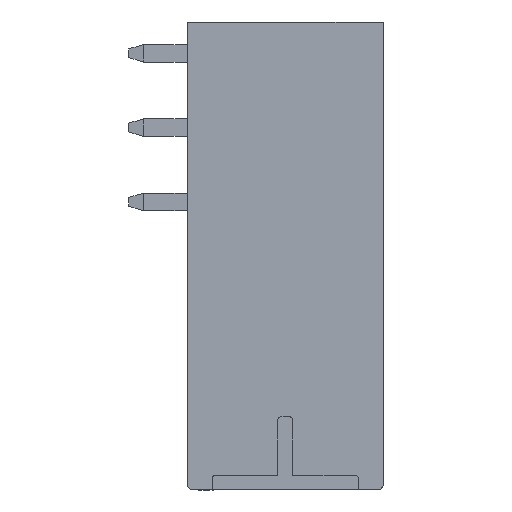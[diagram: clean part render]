
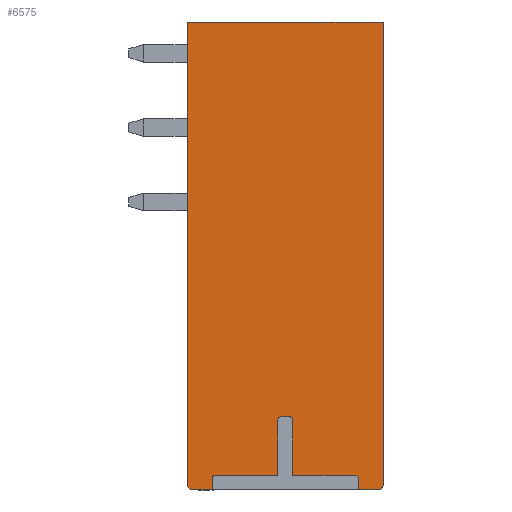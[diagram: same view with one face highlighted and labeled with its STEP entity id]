
A CAD part, front view. The second image highlights one B-rep face of the part: STEP entity #6575.
In plain terms, the highlighted planar face has unit normal (0, -1, 0).
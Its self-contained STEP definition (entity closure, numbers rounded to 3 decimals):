
#692=DIRECTION('',(0.,0.,1.));
#693=VECTOR('',#692,0.8);
#694=CARTESIAN_POINT('',(-5.,-83.12,-16.));
#695=LINE('',#694,#693);
#696=DIRECTION('',(-1.,0.,0.));
#697=VECTOR('',#696,1.3);
#698=CARTESIAN_POINT('',(-5.,-83.12,-16.));
#699=LINE('',#698,#697);
#700=CARTESIAN_POINT('',(-6.3,-83.12,-15.6));
#701=DIRECTION('',(0.,1.,0.));
#702=DIRECTION('',(0.,0.,-1.));
#703=AXIS2_PLACEMENT_3D('',#700,#701,#702);
#705=DIRECTION('',(0.,0.,1.));
#706=VECTOR('',#705,31.6);
#707=CARTESIAN_POINT('',(-6.7,-83.12,-15.6));
#708=LINE('',#707,#706);
#709=DIRECTION('',(1.,0.,0.));
#710=VECTOR('',#709,13.4);
#711=CARTESIAN_POINT('',(-6.7,-83.12,16.));
#712=LINE('',#711,#710);
#713=DIRECTION('',(0.,0.,-1.));
#714=VECTOR('',#713,31.6);
#715=CARTESIAN_POINT('',(6.7,-83.12,16.));
#716=LINE('',#715,#714);
#717=CARTESIAN_POINT('',(6.3,-83.12,-15.6));
#718=DIRECTION('',(0.,1.,0.));
#719=DIRECTION('',(1.,0.,0.));
#720=AXIS2_PLACEMENT_3D('',#717,#718,#719);
#722=DIRECTION('',(-1.,0.,0.));
#723=VECTOR('',#722,1.3);
#724=CARTESIAN_POINT('',(6.3,-83.12,-16.));
#725=LINE('',#724,#723);
#726=DIRECTION('',(0.,0.,1.));
#727=VECTOR('',#726,0.8);
#728=CARTESIAN_POINT('',(5.,-83.12,-16.));
#729=LINE('',#728,#727);
#730=CARTESIAN_POINT('',(4.8,-83.12,-15.2));
#731=DIRECTION('',(0.,1.,0.));
#732=DIRECTION('',(0.,0.,1.));
#733=AXIS2_PLACEMENT_3D('',#730,#731,#732);
#735=DIRECTION('',(1.,0.,0.));
#736=VECTOR('',#735,4.3);
#737=CARTESIAN_POINT('',(0.5,-83.12,-15.));
#738=LINE('',#737,#736);
#739=DIRECTION('',(0.,0.,-1.));
#740=VECTOR('',#739,3.8);
#741=CARTESIAN_POINT('',(0.5,-83.12,-11.2));
#742=LINE('',#741,#740);
#743=CARTESIAN_POINT('',(0.3,-83.12,-11.2));
#744=DIRECTION('',(0.,1.,0.));
#745=DIRECTION('',(0.,0.,1.));
#746=AXIS2_PLACEMENT_3D('',#743,#744,#745);
#748=DIRECTION('',(1.,0.,0.));
#749=VECTOR('',#748,0.6);
#750=CARTESIAN_POINT('',(-0.3,-83.12,-11.));
#751=LINE('',#750,#749);
#752=CARTESIAN_POINT('',(-0.3,-83.12,-11.2));
#753=DIRECTION('',(0.,1.,0.));
#754=DIRECTION('',(-1.,0.,0.));
#755=AXIS2_PLACEMENT_3D('',#752,#753,#754);
#757=DIRECTION('',(0.,0.,1.));
#758=VECTOR('',#757,3.8);
#759=CARTESIAN_POINT('',(-0.5,-83.12,-15.));
#760=LINE('',#759,#758);
#761=DIRECTION('',(1.,0.,0.));
#762=VECTOR('',#761,4.3);
#763=CARTESIAN_POINT('',(-4.8,-83.12,-15.));
#764=LINE('',#763,#762);
#765=CARTESIAN_POINT('',(-4.8,-83.12,-15.2));
#766=DIRECTION('',(0.,1.,0.));
#767=DIRECTION('',(-1.,0.,0.));
#768=AXIS2_PLACEMENT_3D('',#765,#766,#767);
#4810=CARTESIAN_POINT('',(-6.7,-83.12,16.));
#4811=CARTESIAN_POINT('',(6.7,-83.12,16.));
#4812=VERTEX_POINT('',#4810);
#4813=VERTEX_POINT('',#4811);
#4814=CARTESIAN_POINT('',(6.7,-83.12,-15.6));
#4815=VERTEX_POINT('',#4814);
#4816=CARTESIAN_POINT('',(6.3,-83.12,-16.));
#4817=VERTEX_POINT('',#4816);
#4818=CARTESIAN_POINT('',(-6.3,-83.12,-16.));
#4819=CARTESIAN_POINT('',(-6.7,-83.12,-15.6));
#4820=VERTEX_POINT('',#4818);
#4821=VERTEX_POINT('',#4819);
#4894=CARTESIAN_POINT('',(-5.,-83.12,-16.));
#4895=VERTEX_POINT('',#4894);
#4896=CARTESIAN_POINT('',(-5.,-83.12,-15.2));
#4897=VERTEX_POINT('',#4896);
#4898=CARTESIAN_POINT('',(-4.8,-83.12,-15.));
#4899=VERTEX_POINT('',#4898);
#4900=CARTESIAN_POINT('',(-0.5,-83.12,-15.));
#4901=VERTEX_POINT('',#4900);
#4902=CARTESIAN_POINT('',(-0.5,-83.12,-11.2));
#4903=VERTEX_POINT('',#4902);
#4904=CARTESIAN_POINT('',(-0.3,-83.12,-11.));
#4905=VERTEX_POINT('',#4904);
#4906=CARTESIAN_POINT('',(0.3,-83.12,-11.));
#4907=VERTEX_POINT('',#4906);
#4908=CARTESIAN_POINT('',(0.5,-83.12,-11.2));
#4909=VERTEX_POINT('',#4908);
#4910=CARTESIAN_POINT('',(0.5,-83.12,-15.));
#4911=VERTEX_POINT('',#4910);
#4912=CARTESIAN_POINT('',(4.8,-83.12,-15.));
#4913=VERTEX_POINT('',#4912);
#4914=CARTESIAN_POINT('',(5.,-83.12,-15.2));
#4915=VERTEX_POINT('',#4914);
#4916=CARTESIAN_POINT('',(5.,-83.12,-16.));
#4917=VERTEX_POINT('',#4916);
#6534=CARTESIAN_POINT('',(0.,-83.12,0.));
#6535=DIRECTION('',(0.,1.,0.));
#6536=DIRECTION('',(1.,0.,0.));
#6537=AXIS2_PLACEMENT_3D('',#6534,#6535,#6536);
#6538=PLANE('',#6537);
#6540=ORIENTED_EDGE('',*,*,#6539,.F.);
#6541=ORIENTED_EDGE('',*,*,#6238,.T.);
#6543=ORIENTED_EDGE('',*,*,#6542,.T.);
#6545=ORIENTED_EDGE('',*,*,#6544,.T.);
#6547=ORIENTED_EDGE('',*,*,#6546,.T.);
#6549=ORIENTED_EDGE('',*,*,#6548,.T.);
#6551=ORIENTED_EDGE('',*,*,#6550,.T.);
#6552=ORIENTED_EDGE('',*,*,#6246,.T.);
#6554=ORIENTED_EDGE('',*,*,#6553,.T.);
#6556=ORIENTED_EDGE('',*,*,#6555,.F.);
#6558=ORIENTED_EDGE('',*,*,#6557,.F.);
#6560=ORIENTED_EDGE('',*,*,#6559,.F.);
#6562=ORIENTED_EDGE('',*,*,#6561,.F.);
#6564=ORIENTED_EDGE('',*,*,#6563,.F.);
#6566=ORIENTED_EDGE('',*,*,#6565,.F.);
#6568=ORIENTED_EDGE('',*,*,#6567,.F.);
#6570=ORIENTED_EDGE('',*,*,#6569,.F.);
#6572=ORIENTED_EDGE('',*,*,#6571,.F.);
#6573=EDGE_LOOP('',(#6540,#6541,#6543,#6545,#6547,#6549,#6551,#6552,#6554,#6556,
#6558,#6560,#6562,#6564,#6566,#6568,#6570,#6572));
#6574=FACE_OUTER_BOUND('',#6573,.F.);
#704=CIRCLE('',#703,0.4);
#721=CIRCLE('',#720,0.4);
#734=CIRCLE('',#733,0.2);
#747=CIRCLE('',#746,0.2);
#756=CIRCLE('',#755,0.2);
#769=CIRCLE('',#768,0.2);
#6238=EDGE_CURVE('',#4895,#4820,#699,.T.);
#6246=EDGE_CURVE('',#4817,#4917,#725,.T.);
#6539=EDGE_CURVE('',#4895,#4897,#695,.T.);
#6542=EDGE_CURVE('',#4820,#4821,#704,.T.);
#6544=EDGE_CURVE('',#4821,#4812,#708,.T.);
#6546=EDGE_CURVE('',#4812,#4813,#712,.T.);
#6548=EDGE_CURVE('',#4813,#4815,#716,.T.);
#6550=EDGE_CURVE('',#4815,#4817,#721,.T.);
#6553=EDGE_CURVE('',#4917,#4915,#729,.T.);
#6555=EDGE_CURVE('',#4913,#4915,#734,.T.);
#6557=EDGE_CURVE('',#4911,#4913,#738,.T.);
#6559=EDGE_CURVE('',#4909,#4911,#742,.T.);
#6561=EDGE_CURVE('',#4907,#4909,#747,.T.);
#6563=EDGE_CURVE('',#4905,#4907,#751,.T.);
#6565=EDGE_CURVE('',#4903,#4905,#756,.T.);
#6567=EDGE_CURVE('',#4901,#4903,#760,.T.);
#6569=EDGE_CURVE('',#4899,#4901,#764,.T.);
#6571=EDGE_CURVE('',#4897,#4899,#769,.T.);
#6575=ADVANCED_FACE('',(#6574),#6538,.F.);
